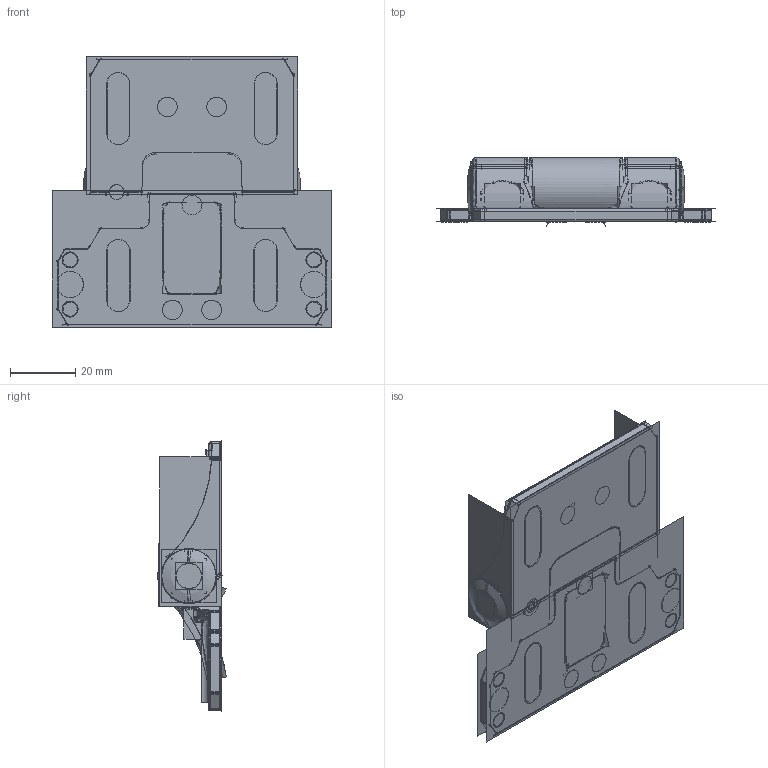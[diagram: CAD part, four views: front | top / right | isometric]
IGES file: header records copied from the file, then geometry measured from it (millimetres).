
Start section:  PTC IGES file: 212869.igs
Global section: file name: 212869.igs; native system: Creo Parametric by PTC Inc.; preprocessor: 2018300; author: pdmadmin; organization: Unknown; date: 20190809.105818; units: millimetre
Bounding box: 85.28 x 20.92 x 82.61 mm (x, y, z)
Volume: 32482.9 mm3; surface area: 88611.2 mm2
Topology: 2 solids, 2 shells, 1200 faces, 6310 edges, 8000 vertices
Faces by surface type: revolution 704, bspline 496
